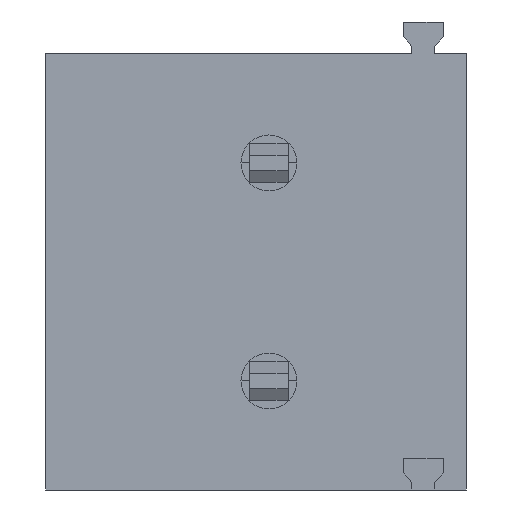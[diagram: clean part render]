
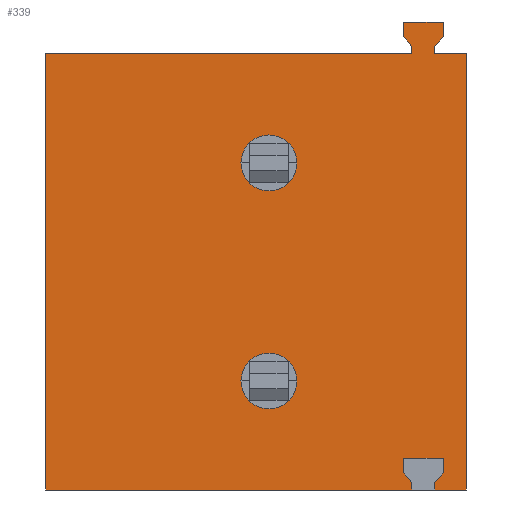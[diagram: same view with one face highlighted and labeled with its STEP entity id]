
A CAD part, front view. The second image highlights one B-rep face of the part: STEP entity #339.
In plain terms, the highlighted planar face has unit normal (0, -1, 0).
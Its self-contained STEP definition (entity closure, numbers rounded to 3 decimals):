
#295 = VERTEX_POINT('',#296);
#296 = CARTESIAN_POINT('',(-0.714,0.129,2.719));
#302 = EDGE_CURVE('',#295,#303,#305,.T.);
#303 = VERTEX_POINT('',#304);
#304 = CARTESIAN_POINT('',(0.586,0.129,2.719));
#305 = CIRCLE('',#306,0.65);
#306 = AXIS2_PLACEMENT_3D('',#307,#308,#309);
#307 = CARTESIAN_POINT('',(-0.064,0.129,2.719));
#308 = DIRECTION('',(0.,-1.,0.));
#309 = DIRECTION('',(1.,0.,0.));
#325 = EDGE_CURVE('',#303,#295,#326,.T.);
#326 = CIRCLE('',#327,0.65);
#327 = AXIS2_PLACEMENT_3D('',#328,#329,#330);
#328 = CARTESIAN_POINT('',(-0.064,0.129,2.719));
#329 = DIRECTION('',(0.,-1.,0.));
#330 = DIRECTION('',(1.,0.,0.));
#339 = ADVANCED_FACE('',(#340,#344,#364),#526,.T.);
#340 = FACE_BOUND('',#341,.T.);
#341 = EDGE_LOOP('',(#342,#343));
#342 = ORIENTED_EDGE('',*,*,#325,.F.);
#343 = ORIENTED_EDGE('',*,*,#302,.F.);
#344 = FACE_BOUND('',#345,.T.);
#345 = EDGE_LOOP('',(#346,#357));
#346 = ORIENTED_EDGE('',*,*,#347,.F.);
#347 = EDGE_CURVE('',#348,#350,#352,.T.);
#348 = VERTEX_POINT('',#349);
#349 = CARTESIAN_POINT('',(-0.714,0.129,-2.361));
#350 = VERTEX_POINT('',#351);
#351 = CARTESIAN_POINT('',(0.586,0.129,-2.361));
#352 = CIRCLE('',#353,0.65);
#353 = AXIS2_PLACEMENT_3D('',#354,#355,#356);
#354 = CARTESIAN_POINT('',(-0.064,0.129,-2.361));
#355 = DIRECTION('',(0.,-1.,0.));
#356 = DIRECTION('',(1.,0.,0.));
#357 = ORIENTED_EDGE('',*,*,#358,.F.);
#358 = EDGE_CURVE('',#350,#348,#359,.T.);
#359 = CIRCLE('',#360,0.65);
#360 = AXIS2_PLACEMENT_3D('',#361,#362,#363);
#361 = CARTESIAN_POINT('',(-0.064,0.129,-2.361));
#362 = DIRECTION('',(0.,-1.,0.));
#363 = DIRECTION('',(1.,0.,0.));
#364 = FACE_BOUND('',#365,.T.);
#365 = EDGE_LOOP('',(#366,#376,#384,#392,#400,#408,#416,#424,#432,#440,
    #448,#456,#464,#472,#480,#488,#496,#504,#512,#520));
#366 = ORIENTED_EDGE('',*,*,#367,.T.);
#367 = EDGE_CURVE('',#368,#370,#372,.T.);
#368 = VERTEX_POINT('',#369);
#369 = CARTESIAN_POINT('',(4.536,0.129,-4.901));
#370 = VERTEX_POINT('',#371);
#371 = CARTESIAN_POINT('',(4.536,0.129,5.259));
#372 = LINE('',#373,#374);
#373 = CARTESIAN_POINT('',(4.536,0.129,-2.281));
#374 = VECTOR('',#375,1.);
#375 = DIRECTION('',(0.,0.,1.));
#376 = ORIENTED_EDGE('',*,*,#377,.T.);
#377 = EDGE_CURVE('',#370,#378,#380,.T.);
#378 = VERTEX_POINT('',#379);
#379 = CARTESIAN_POINT('',(3.805,0.129,5.259));
#380 = LINE('',#381,#382);
#381 = CARTESIAN_POINT('',(-58.994,0.129,5.259));
#382 = VECTOR('',#383,1.);
#383 = DIRECTION('',(-1.,0.,0.));
#384 = ORIENTED_EDGE('',*,*,#385,.T.);
#385 = EDGE_CURVE('',#378,#386,#388,.T.);
#386 = VERTEX_POINT('',#387);
#387 = CARTESIAN_POINT('',(3.805,0.129,5.426));
#388 = LINE('',#389,#390);
#389 = CARTESIAN_POINT('',(3.805,0.129,-2.281));
#390 = VECTOR('',#391,1.);
#391 = DIRECTION('',(0.,0.,1.));
#392 = ORIENTED_EDGE('',*,*,#393,.F.);
#393 = EDGE_CURVE('',#394,#386,#396,.T.);
#394 = VERTEX_POINT('',#395);
#395 = CARTESIAN_POINT('',(4.,0.129,5.658));
#396 = LINE('',#397,#398);
#397 = CARTESIAN_POINT('',(-2.676,0.129,-2.281));
#398 = VECTOR('',#399,1.);
#399 = DIRECTION('',(-0.644,0.,-0.765));
#400 = ORIENTED_EDGE('',*,*,#401,.F.);
#401 = EDGE_CURVE('',#402,#394,#404,.T.);
#402 = VERTEX_POINT('',#403);
#403 = CARTESIAN_POINT('',(4.,0.129,6.));
#404 = LINE('',#405,#406);
#405 = CARTESIAN_POINT('',(4.,0.129,-2.281));
#406 = VECTOR('',#407,1.);
#407 = DIRECTION('',(0.,0.,-1.));
#408 = ORIENTED_EDGE('',*,*,#409,.F.);
#409 = EDGE_CURVE('',#410,#402,#412,.T.);
#410 = VERTEX_POINT('',#411);
#411 = CARTESIAN_POINT('',(3.072,0.129,6.));
#412 = LINE('',#413,#414);
#413 = CARTESIAN_POINT('',(-58.994,0.129,6.));
#414 = VECTOR('',#415,1.);
#415 = DIRECTION('',(1.,0.,0.));
#416 = ORIENTED_EDGE('',*,*,#417,.T.);
#417 = EDGE_CURVE('',#410,#418,#420,.T.);
#418 = VERTEX_POINT('',#419);
#419 = CARTESIAN_POINT('',(3.072,0.129,5.658));
#420 = LINE('',#421,#422);
#421 = CARTESIAN_POINT('',(3.072,0.129,-2.281));
#422 = VECTOR('',#423,1.);
#423 = DIRECTION('',(0.,0.,-1.));
#424 = ORIENTED_EDGE('',*,*,#425,.F.);
#425 = EDGE_CURVE('',#426,#418,#428,.T.);
#426 = VERTEX_POINT('',#427);
#427 = CARTESIAN_POINT('',(3.267,0.129,5.426));
#428 = LINE('',#429,#430);
#429 = CARTESIAN_POINT('',(9.748,0.129,-2.281));
#430 = VECTOR('',#431,1.);
#431 = DIRECTION('',(-0.644,0.,0.765));
#432 = ORIENTED_EDGE('',*,*,#433,.F.);
#433 = EDGE_CURVE('',#434,#426,#436,.T.);
#434 = VERTEX_POINT('',#435);
#435 = CARTESIAN_POINT('',(3.267,0.129,5.259));
#436 = LINE('',#437,#438);
#437 = CARTESIAN_POINT('',(3.267,0.129,-2.281));
#438 = VECTOR('',#439,1.);
#439 = DIRECTION('',(0.,0.,1.));
#440 = ORIENTED_EDGE('',*,*,#441,.T.);
#441 = EDGE_CURVE('',#434,#442,#444,.T.);
#442 = VERTEX_POINT('',#443);
#443 = CARTESIAN_POINT('',(-5.264,0.129,5.259));
#444 = LINE('',#445,#446);
#445 = CARTESIAN_POINT('',(-58.994,0.129,5.259));
#446 = VECTOR('',#447,1.);
#447 = DIRECTION('',(-1.,0.,0.));
#448 = ORIENTED_EDGE('',*,*,#449,.F.);
#449 = EDGE_CURVE('',#450,#442,#452,.T.);
#450 = VERTEX_POINT('',#451);
#451 = CARTESIAN_POINT('',(-5.264,0.129,-4.901));
#452 = LINE('',#453,#454);
#453 = CARTESIAN_POINT('',(-5.264,0.129,-2.281));
#454 = VECTOR('',#455,1.);
#455 = DIRECTION('',(0.,0.,1.));
#456 = ORIENTED_EDGE('',*,*,#457,.F.);
#457 = EDGE_CURVE('',#458,#450,#460,.T.);
#458 = VERTEX_POINT('',#459);
#459 = CARTESIAN_POINT('',(3.267,0.129,-4.901));
#460 = LINE('',#461,#462);
#461 = CARTESIAN_POINT('',(-58.994,0.129,-4.901));
#462 = VECTOR('',#463,1.);
#463 = DIRECTION('',(-1.,0.,0.));
#464 = ORIENTED_EDGE('',*,*,#465,.T.);
#465 = EDGE_CURVE('',#458,#466,#468,.T.);
#466 = VERTEX_POINT('',#467);
#467 = CARTESIAN_POINT('',(3.267,0.129,-4.734)
  );
#468 = LINE('',#469,#470);
#469 = CARTESIAN_POINT('',(3.267,0.129,-2.281));
#470 = VECTOR('',#471,1.);
#471 = DIRECTION('',(0.,0.,1.));
#472 = ORIENTED_EDGE('',*,*,#473,.T.);
#473 = EDGE_CURVE('',#466,#474,#476,.T.);
#474 = VERTEX_POINT('',#475);
#475 = CARTESIAN_POINT('',(3.072,0.129,-4.502)
  );
#476 = LINE('',#477,#478);
#477 = CARTESIAN_POINT('',(1.204,0.129,-2.281));
#478 = VECTOR('',#479,1.);
#479 = DIRECTION('',(-0.644,0.,0.765));
#480 = ORIENTED_EDGE('',*,*,#481,.T.);
#481 = EDGE_CURVE('',#474,#482,#484,.T.);
#482 = VERTEX_POINT('',#483);
#483 = CARTESIAN_POINT('',(3.072,0.129,-4.16));
#484 = LINE('',#485,#486);
#485 = CARTESIAN_POINT('',(3.072,0.129,-2.281));
#486 = VECTOR('',#487,1.);
#487 = DIRECTION('',(0.,0.,1.));
#488 = ORIENTED_EDGE('',*,*,#489,.T.);
#489 = EDGE_CURVE('',#482,#490,#492,.T.);
#490 = VERTEX_POINT('',#491);
#491 = CARTESIAN_POINT('',(4.,0.129,-4.16));
#492 = LINE('',#493,#494);
#493 = CARTESIAN_POINT('',(-58.994,0.129,-4.16));
#494 = VECTOR('',#495,1.);
#495 = DIRECTION('',(1.,0.,0.));
#496 = ORIENTED_EDGE('',*,*,#497,.T.);
#497 = EDGE_CURVE('',#490,#498,#500,.T.);
#498 = VERTEX_POINT('',#499);
#499 = CARTESIAN_POINT('',(4.,0.129,-4.502)
  );
#500 = LINE('',#501,#502);
#501 = CARTESIAN_POINT('',(4.,0.129,-2.281));
#502 = VECTOR('',#503,1.);
#503 = DIRECTION('',(0.,0.,-1.));
#504 = ORIENTED_EDGE('',*,*,#505,.T.);
#505 = EDGE_CURVE('',#498,#506,#508,.T.);
#506 = VERTEX_POINT('',#507);
#507 = CARTESIAN_POINT('',(3.805,0.129,-4.734)
  );
#508 = LINE('',#509,#510);
#509 = CARTESIAN_POINT('',(5.868,0.129,-2.281));
#510 = VECTOR('',#511,1.);
#511 = DIRECTION('',(-0.644,0.,-0.765));
#512 = ORIENTED_EDGE('',*,*,#513,.T.);
#513 = EDGE_CURVE('',#506,#514,#516,.T.);
#514 = VERTEX_POINT('',#515);
#515 = CARTESIAN_POINT('',(3.805,0.129,-4.901));
#516 = LINE('',#517,#518);
#517 = CARTESIAN_POINT('',(3.805,0.129,-2.281));
#518 = VECTOR('',#519,1.);
#519 = DIRECTION('',(0.,0.,-1.));
#520 = ORIENTED_EDGE('',*,*,#521,.F.);
#521 = EDGE_CURVE('',#368,#514,#522,.T.);
#522 = LINE('',#523,#524);
#523 = CARTESIAN_POINT('',(-58.994,0.129,-4.901));
#524 = VECTOR('',#525,1.);
#525 = DIRECTION('',(-1.,0.,0.));
#526 = PLANE('',#527);
#527 = AXIS2_PLACEMENT_3D('',#528,#529,#530);
#528 = CARTESIAN_POINT('',(-2.422,0.129,3.107)
  );
#529 = DIRECTION('',(0.,-1.,0.));
#530 = DIRECTION('',(1.,0.,0.));
